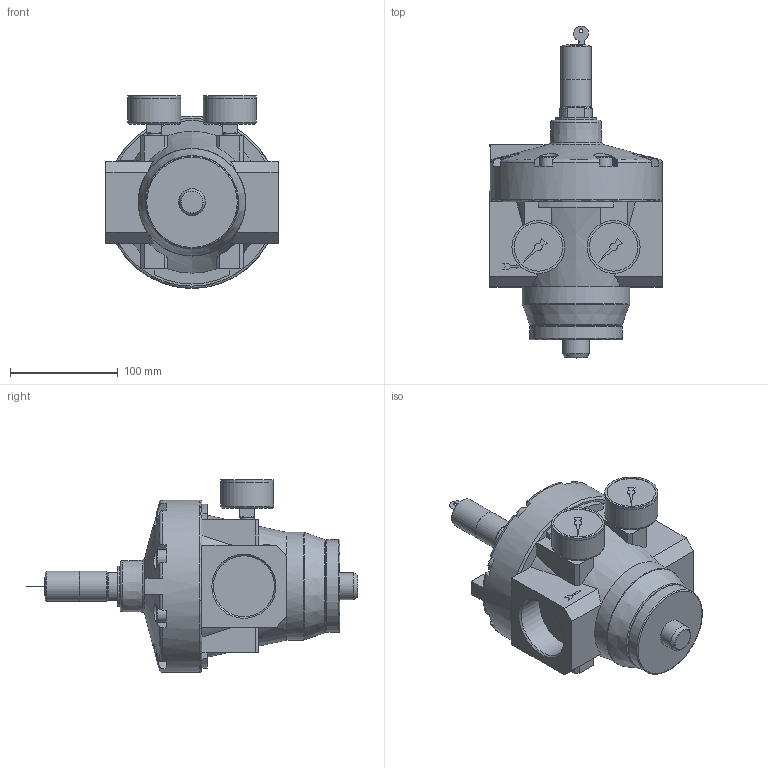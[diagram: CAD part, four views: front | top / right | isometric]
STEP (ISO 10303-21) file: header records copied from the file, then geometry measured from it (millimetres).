
FILE_DESCRIPTION(/* description */ ('STEP AP214'),/* implementation_level */ '2;1');
FILE_NAME(/* name */ '024979',/* time_stamp */ '2026-03-16T11:11:35+01:00',/* author */ ('License CC BY-ND 4.0'),/* organization */ ('CADENAS'),/* preprocessor_version */ 'ST-DEVELOPER v20',/* originating_system */ 'PARTsolutions',/* authorisation */ ' ');
FILE_SCHEMA (('AUTOMOTIVE_DESIGN {1 0 10303 214 3 1 1}'));
Length unit declared in the file: millimetre
Products named in the file (3): 024979; 637.203 F(01)-1; 637.203 F-2
Assembly tree (3 placements, depth 2):
  024979
    637.203 F(01)-1
    637.203 F-2  x2
Bounding box: 160 x 308.5 x 179 mm (x, y, z)
Volume: 2544957.8 mm3; surface area: 161606 mm2
Topology: 3 solids, 3 shells, 349 faces, 845 edges, 549 vertices
Faces by surface type: plane 241, cylinder 51, cone 30, torus 27
Full cylindrical faces by diameter (mm): 3.5 x1, 11.445 x2, 13.157 x2, 16 x8, 20.3 x1, 24 x1, 25 x1, 28 x2, 37.5 x1, 45 x2, 48.96 x2, 49 x4, 56.656 x2, 86 x1, 100 x1, 160 x1
Entity records: 11483 total; most frequent: CARTESIAN_POINT 1834, DIRECTION 1481, ORIENTED_EDGE 1428, EDGE_CURVE 714, AXIS2_PLACEMENT_3D 508, VERTEX_POINT 501, LINE 465, VECTOR 465
